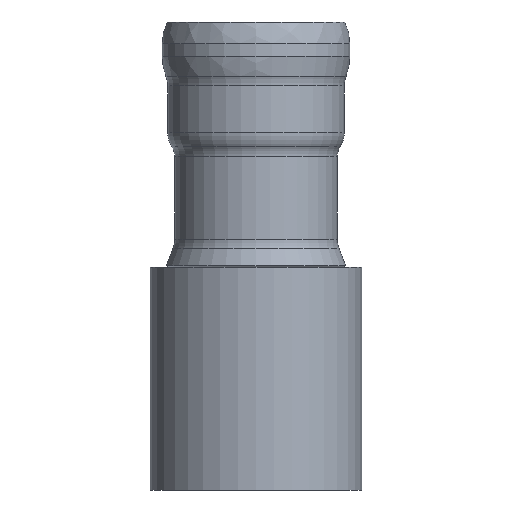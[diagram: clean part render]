
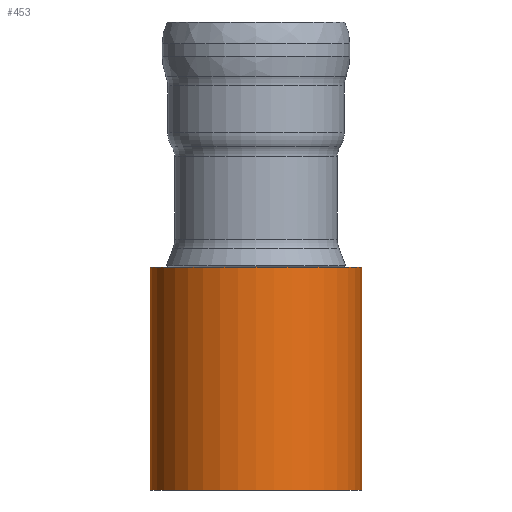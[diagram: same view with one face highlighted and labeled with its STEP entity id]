
A CAD part, front view. The second image highlights one B-rep face of the part: STEP entity #453.
In plain terms, the highlighted cylindrical face has radius 475 mm (diameter 950 mm), a full revolution.
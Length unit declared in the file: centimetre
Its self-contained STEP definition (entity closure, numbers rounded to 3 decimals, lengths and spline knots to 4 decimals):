
#35=CYLINDRICAL_SURFACE('',#533,47.5);
#73=FACE_OUTER_BOUND('',#102,.T.);
#102=EDGE_LOOP('',(#417,#418,#419,#420));
#116=LINE('',#948,#128);
#128=VECTOR('',#704,47.5);
#181=CIRCLE('',#532,47.5);
#182=CIRCLE('',#534,47.5);
#223=VERTEX_POINT('',#943);
#224=VERTEX_POINT('',#946);
#288=EDGE_CURVE('',#223,#223,#181,.T.);
#289=EDGE_CURVE('',#224,#224,#182,.T.);
#290=EDGE_CURVE('',#224,#223,#116,.T.);
#417=ORIENTED_EDGE('',*,*,#289,.F.);
#418=ORIENTED_EDGE('',*,*,#290,.T.);
#419=ORIENTED_EDGE('',*,*,#288,.T.);
#420=ORIENTED_EDGE('',*,*,#290,.F.);
#453=ADVANCED_FACE('',(#73),#35,.T.);
#532=AXIS2_PLACEMENT_3D('',#944,#698,#699);
#533=AXIS2_PLACEMENT_3D('',#945,#700,#701);
#534=AXIS2_PLACEMENT_3D('',#947,#702,#703);
#698=DIRECTION('center_axis',(0.,0.,1.));
#699=DIRECTION('ref_axis',(1.,0.,0.));
#700=DIRECTION('center_axis',(0.,0.,1.));
#701=DIRECTION('ref_axis',(1.,0.,0.));
#702=DIRECTION('center_axis',(0.,0.,1.));
#703=DIRECTION('ref_axis',(1.,0.,0.));
#704=DIRECTION('',(0.,0.,-1.));
#943=CARTESIAN_POINT('',(82.2973,97.1939,-260.0351));
#944=CARTESIAN_POINT('Origin',(129.7973,97.1939,-260.0351));
#945=CARTESIAN_POINT('Origin',(129.7973,97.1939,-210.0351));
#946=CARTESIAN_POINT('',(82.2973,97.1939,-160.0351));
#947=CARTESIAN_POINT('Origin',(129.7973,97.1939,-160.0351));
#948=CARTESIAN_POINT('',(82.2973,97.1939,-210.0351));
